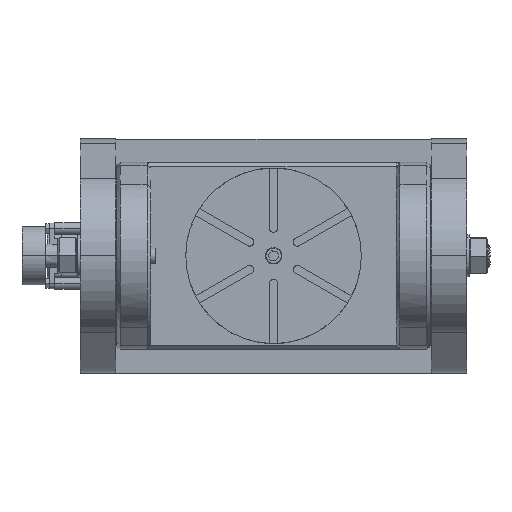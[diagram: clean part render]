
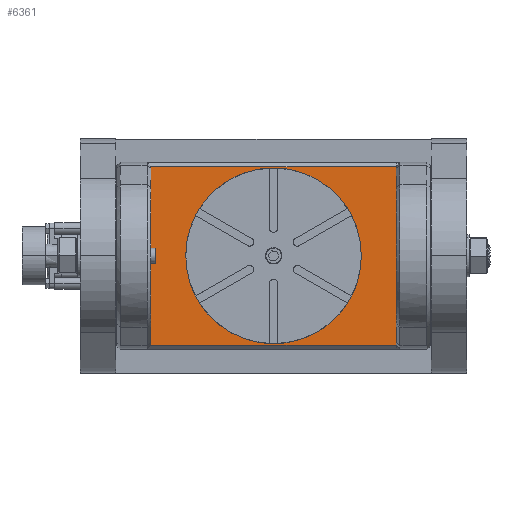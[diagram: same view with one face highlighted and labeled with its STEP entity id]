
A CAD part, top view. The second image highlights one B-rep face of the part: STEP entity #6361.
In plain terms, the highlighted free-form (B-spline) face has degree [1, 1] with [2, 2] control points.
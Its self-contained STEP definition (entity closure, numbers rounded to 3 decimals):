
#2881 = VERTEX_POINT('',#2882);
#2882 = CARTESIAN_POINT('',(-101.499,-73.626,
    -29.));
#2888 = EDGE_CURVE('',#2889,#2881,#2891,.T.);
#2889 = VERTEX_POINT('',#2890);
#2890 = CARTESIAN_POINT('',(-101.499,73.626,
    -29.));
#2891 = B_SPLINE_CURVE_WITH_KNOTS('',1,(#2892,#2893),.UNSPECIFIED.,.F.,
  .F.,(2,2),(-76.166,76.166),.PIECEWISE_BEZIER_KNOTS.);
#2892 = CARTESIAN_POINT('',(-101.499,73.626,
    -29.));
#2893 = CARTESIAN_POINT('',(-101.499,-73.626,
    -29.));
#2994 = VERTEX_POINT('',#2995);
#2995 = CARTESIAN_POINT('',(-101.658,-73.788,
    -29.));
#3002 = EDGE_CURVE('',#2881,#2994,#3003,.T.);
#3003 = B_SPLINE_CURVE_WITH_KNOTS('',3,(#3004,#3005,#3006,#3007),
  .UNSPECIFIED.,.F.,.F.,(4,4),(0.,0.337),
  .PIECEWISE_BEZIER_KNOTS.);
#3004 = CARTESIAN_POINT('',(-101.499,-73.626,
    -29.));
#3005 = CARTESIAN_POINT('',(-101.552,-73.68,
    -29.));
#3006 = CARTESIAN_POINT('',(-101.605,-73.734,
    -29.));
#3007 = CARTESIAN_POINT('',(-101.658,-73.788,
    -29.));
#3027 = EDGE_CURVE('',#2889,#3028,#3030,.T.);
#3028 = VERTEX_POINT('',#3029);
#3029 = CARTESIAN_POINT('',(-101.658,73.788,
    -29.));
#3030 = B_SPLINE_CURVE_WITH_KNOTS('',3,(#3031,#3032,#3033,#3034),
  .UNSPECIFIED.,.F.,.F.,(4,4),(0.,0.337),
  .PIECEWISE_BEZIER_KNOTS.);
#3031 = CARTESIAN_POINT('',(-101.499,73.626,
    -29.));
#3032 = CARTESIAN_POINT('',(-101.552,73.68,
    -29.));
#3033 = CARTESIAN_POINT('',(-101.605,73.734,
    -29.));
#3034 = CARTESIAN_POINT('',(-101.658,73.788,
    -29.));
#3225 = EDGE_CURVE('',#3226,#3028,#3228,.T.);
#3226 = VERTEX_POINT('',#3227);
#3227 = CARTESIAN_POINT('',(101.499,73.788,
    -29.));
#3228 = B_SPLINE_CURVE_WITH_KNOTS('',1,(#3229,#3230),.UNSPECIFIED.,.F.,
  .F.,(2,2),(-119.5,90.664),.PIECEWISE_BEZIER_KNOTS.);
#3229 = CARTESIAN_POINT('',(101.499,73.788,
    -29.));
#3230 = CARTESIAN_POINT('',(-101.658,73.788,
    -29.));
#3300 = VERTEX_POINT('',#3301);
#3301 = CARTESIAN_POINT('',(101.658,73.788,
    -29.));
#3314 = EDGE_CURVE('',#3300,#3226,#3315,.T.);
#3315 = B_SPLINE_CURVE_WITH_KNOTS('',1,(#3316,#3317),.UNSPECIFIED.,.F.,
  .F.,(2,2),(-105.164,-105.),.PIECEWISE_BEZIER_KNOTS.);
#3316 = CARTESIAN_POINT('',(101.658,73.788,
    -29.));
#3317 = CARTESIAN_POINT('',(101.499,73.788,
    -29.));
#3356 = VERTEX_POINT('',#3357);
#3357 = CARTESIAN_POINT('',(101.499,73.626,
    -29.));
#3379 = EDGE_CURVE('',#3356,#3300,#3380,.T.);
#3380 = B_SPLINE_CURVE_WITH_KNOTS('',3,(#3381,#3382,#3383,#3384),
  .UNSPECIFIED.,.F.,.F.,(4,4),(0.,0.337),
  .PIECEWISE_BEZIER_KNOTS.);
#3381 = CARTESIAN_POINT('',(101.499,73.626,
    -29.));
#3382 = CARTESIAN_POINT('',(101.552,73.68,
    -29.));
#3383 = CARTESIAN_POINT('',(101.605,73.734,
    -29.));
#3384 = CARTESIAN_POINT('',(101.658,73.788,
    -29.));
#3701 = VERTEX_POINT('',#3702);
#3702 = CARTESIAN_POINT('',(101.499,-73.626,
    -29.));
#3708 = EDGE_CURVE('',#3701,#3709,#3711,.T.);
#3709 = VERTEX_POINT('',#3710);
#3710 = CARTESIAN_POINT('',(101.658,-73.788,
    -29.));
#3711 = B_SPLINE_CURVE_WITH_KNOTS('',3,(#3712,#3713,#3714,#3715),
  .UNSPECIFIED.,.F.,.F.,(4,4),(0.,0.337),
  .PIECEWISE_BEZIER_KNOTS.);
#3712 = CARTESIAN_POINT('',(101.499,-73.626,
    -29.));
#3713 = CARTESIAN_POINT('',(101.552,-73.68,
    -29.));
#3714 = CARTESIAN_POINT('',(101.605,-73.734,
    -29.));
#3715 = CARTESIAN_POINT('',(101.658,-73.788,
    -29.));
#5821 = VERTEX_POINT('',#5822);
#5822 = CARTESIAN_POINT('',(28.033,0.,
    -29.));
#5827 = EDGE_CURVE('',#5828,#5821,#5830,.T.);
#5828 = VERTEX_POINT('',#5829);
#5829 = CARTESIAN_POINT('',(-28.033,0.,
    -29.));
#5830 = ( BOUNDED_CURVE() B_SPLINE_CURVE(2,(#5831,#5832,#5833,#5834,
#5835),.UNSPECIFIED.,.F.,.F.) B_SPLINE_CURVE_WITH_KNOTS((3,2,3),(
    3.142,4.712,6.283),
.PIECEWISE_BEZIER_KNOTS.) CURVE() GEOMETRIC_REPRESENTATION_ITEM() 
RATIONAL_B_SPLINE_CURVE((1.,0.707,1.,0.707,1.)) 
REPRESENTATION_ITEM('') );
#5831 = CARTESIAN_POINT('',(-28.033,0.,
    -29.));
#5832 = CARTESIAN_POINT('',(-28.033,-28.033,
    -29.));
#5833 = CARTESIAN_POINT('',(0.,-28.033,
    -29.));
#5834 = CARTESIAN_POINT('',(28.033,-28.033,
    -29.));
#5835 = CARTESIAN_POINT('',(28.033,0.,
    -29.));
#5858 = EDGE_CURVE('',#5821,#5828,#5859,.T.);
#5859 = ( BOUNDED_CURVE() B_SPLINE_CURVE(2,(#5860,#5861,#5862,#5863,
#5864),.UNSPECIFIED.,.F.,.F.) B_SPLINE_CURVE_WITH_KNOTS((3,2,3),(
    4.712,6.283,7.854),
.PIECEWISE_BEZIER_KNOTS.) CURVE() GEOMETRIC_REPRESENTATION_ITEM() 
RATIONAL_B_SPLINE_CURVE((1.,0.707,1.,0.707,1.)) 
REPRESENTATION_ITEM('') );
#5860 = CARTESIAN_POINT('',(28.033,0.,
    -29.));
#5861 = CARTESIAN_POINT('',(28.033,28.033,
    -29.));
#5862 = CARTESIAN_POINT('',(0.,28.033,
    -29.));
#5863 = CARTESIAN_POINT('',(-28.033,28.033,
    -29.));
#5864 = CARTESIAN_POINT('',(-28.033,0.,
    -29.));
#5993 = EDGE_CURVE('',#5994,#3709,#5996,.T.);
#5994 = VERTEX_POINT('',#5995);
#5995 = CARTESIAN_POINT('',(101.499,-73.788,
    -29.));
#5996 = B_SPLINE_CURVE_WITH_KNOTS('',1,(#5997,#5998),.UNSPECIFIED.,.F.,
  .F.,(2,2),(105.,105.164),.PIECEWISE_BEZIER_KNOTS.);
#5997 = CARTESIAN_POINT('',(101.499,-73.788,
    -29.));
#5998 = CARTESIAN_POINT('',(101.658,-73.788,
    -29.));
#6158 = EDGE_CURVE('',#3356,#3701,#6159,.T.);
#6159 = B_SPLINE_CURVE_WITH_KNOTS('',1,(#6160,#6161),.UNSPECIFIED.,.F.,
  .F.,(2,2),(-76.166,76.166),.PIECEWISE_BEZIER_KNOTS.);
#6160 = CARTESIAN_POINT('',(101.499,73.626,
    -29.));
#6161 = CARTESIAN_POINT('',(101.499,-73.626,
    -29.));
#6352 = EDGE_CURVE('',#2994,#5994,#6353,.T.);
#6353 = B_SPLINE_CURVE_WITH_KNOTS('',1,(#6354,#6355),.UNSPECIFIED.,.F.,
  .F.,(2,2),(-90.664,119.5),.PIECEWISE_BEZIER_KNOTS.);
#6354 = CARTESIAN_POINT('',(-101.658,-73.788,
    -29.));
#6355 = CARTESIAN_POINT('',(101.499,-73.788,
    -29.));
#6361 = ADVANCED_FACE('',(#6362,#6374),#6378,.T.);
#6362 = FACE_BOUND('',#6363,.T.);
#6363 = EDGE_LOOP('',(#6364,#6365,#6366,#6367,#6368,#6369,#6370,#6371,
    #6372,#6373));
#6364 = ORIENTED_EDGE('',*,*,#5993,.T.);
#6365 = ORIENTED_EDGE('',*,*,#3708,.F.);
#6366 = ORIENTED_EDGE('',*,*,#6158,.F.);
#6367 = ORIENTED_EDGE('',*,*,#3379,.T.);
#6368 = ORIENTED_EDGE('',*,*,#3314,.T.);
#6369 = ORIENTED_EDGE('',*,*,#3225,.T.);
#6370 = ORIENTED_EDGE('',*,*,#3027,.F.);
#6371 = ORIENTED_EDGE('',*,*,#2888,.T.);
#6372 = ORIENTED_EDGE('',*,*,#3002,.T.);
#6373 = ORIENTED_EDGE('',*,*,#6352,.T.);
#6374 = FACE_BOUND('',#6375,.T.);
#6375 = EDGE_LOOP('',(#6376,#6377));
#6376 = ORIENTED_EDGE('',*,*,#5858,.F.);
#6377 = ORIENTED_EDGE('',*,*,#5827,.F.);
#6378 = B_SPLINE_SURFACE_WITH_KNOTS('',1,1,(
    (#6379,#6380)
    ,(#6381,#6382
    )),.UNSPECIFIED.,.F.,.F.,.F.,(2,2),(2,2),(-105.164,
    105.164),(-76.333,76.333),
  .PIECEWISE_BEZIER_KNOTS.);
#6379 = CARTESIAN_POINT('',(-101.658,-73.788,
    -29.));
#6380 = CARTESIAN_POINT('',(-101.658,73.788,
    -29.));
#6381 = CARTESIAN_POINT('',(101.658,-73.788,
    -29.));
#6382 = CARTESIAN_POINT('',(101.658,73.788,
    -29.));
